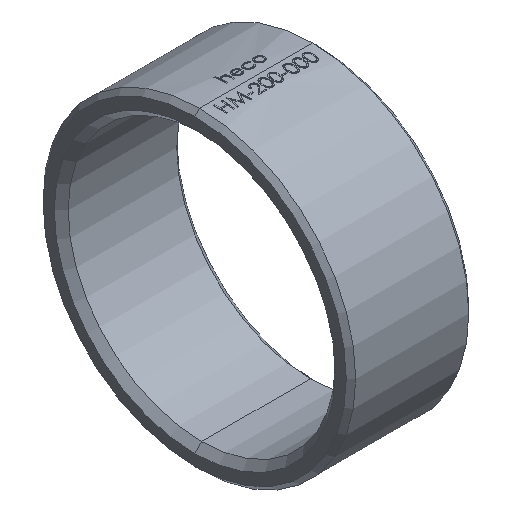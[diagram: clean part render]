
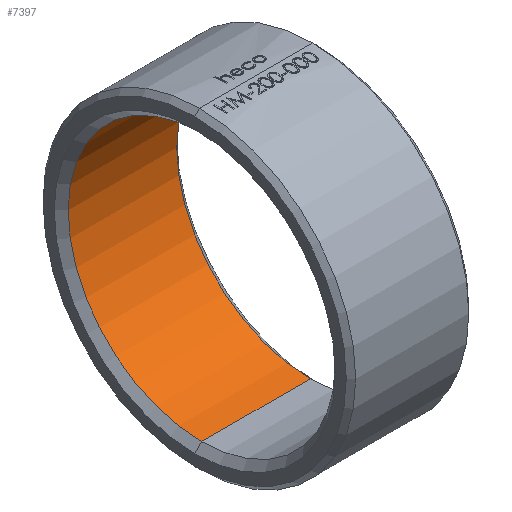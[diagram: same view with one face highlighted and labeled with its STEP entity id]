
A CAD part, isometric view. The second image highlights one B-rep face of the part: STEP entity #7397.
In plain terms, the highlighted cylindrical face has radius 28.33 mm (diameter 56.66 mm), a partial arc.
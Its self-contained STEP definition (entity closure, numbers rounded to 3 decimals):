
#974 = CARTESIAN_POINT ( 'NONE',  ( 1.48, 0., 0. ) ) ;
#1035 = CARTESIAN_POINT ( 'NONE',  ( 24.52, 0., -28.33 ) ) ;
#1530 = VECTOR ( 'NONE', #17497, 1000. ) ;
#1830 = VERTEX_POINT ( 'NONE', #20046 ) ;
#1921 = AXIS2_PLACEMENT_3D ( 'NONE', #974, #12150, #15402 ) ;
#2403 = EDGE_CURVE ( 'NONE', #1830, #9706, #11401, .T. ) ;
#5705 = CARTESIAN_POINT ( 'NONE',  ( 26.001, 0., 28.33 ) ) ;
#5783 = DIRECTION ( 'NONE',  ( -1., 0., 0. ) ) ;
#6384 = VERTEX_POINT ( 'NONE', #1035 ) ;
#6787 = EDGE_CURVE ( 'NONE', #6384, #9706, #14794, .T. ) ;
#7397 = ADVANCED_FACE ( 'NONE', ( #14779 ), #9528, .F. ) ;
#7432 = ORIENTED_EDGE ( 'NONE', *, *, #10129, .T. ) ;
#8093 = CARTESIAN_POINT ( 'NONE',  ( 1.48, 0., -28.33 ) ) ;
#8713 = DIRECTION ( 'NONE',  ( 0., 0., 1. ) ) ;
#9378 = EDGE_CURVE ( 'NONE', #13426, #1830, #9714, .T. ) ;
#9528 = CYLINDRICAL_SURFACE ( 'NONE', #18401, 28.33 ) ;
#9674 = CARTESIAN_POINT ( 'NONE',  ( 24.52, 0., 0. ) ) ;
#9706 = VERTEX_POINT ( 'NONE', #8093 ) ;
#9714 = LINE ( 'NONE', #5705, #17982 ) ;
#10129 = EDGE_CURVE ( 'NONE', #6384, #13426, #13705, .T. ) ;
#10153 = DIRECTION ( 'NONE',  ( -1., 0., 0. ) ) ;
#11401 = CIRCLE ( 'NONE', #1921, 28.33 ) ;
#11439 = ORIENTED_EDGE ( 'NONE', *, *, #2403, .T. ) ;
#12150 = DIRECTION ( 'NONE',  ( -1., 0., 0. ) ) ;
#13248 = CARTESIAN_POINT ( 'NONE',  ( 26.001, 0., 0. ) ) ;
#13426 = VERTEX_POINT ( 'NONE', #19868 ) ;
#13705 = CIRCLE ( 'NONE', #18777, 28.33 ) ;
#14779 = FACE_OUTER_BOUND ( 'NONE', #17189, .T. ) ;
#14794 = LINE ( 'NONE', #15744, #1530 ) ;
#15106 = ORIENTED_EDGE ( 'NONE', *, *, #6787, .F. ) ;
#15402 = DIRECTION ( 'NONE',  ( 0., 0., -1. ) ) ;
#15736 = ORIENTED_EDGE ( 'NONE', *, *, #9378, .T. ) ;
#15744 = CARTESIAN_POINT ( 'NONE',  ( 26.001, 0., -28.33 ) ) ;
#15780 = DIRECTION ( 'NONE',  ( 1., 0., 0. ) ) ;
#17189 = EDGE_LOOP ( 'NONE', ( #15106, #7432, #15736, #11439 ) ) ;
#17497 = DIRECTION ( 'NONE',  ( -1., 0., 0. ) ) ;
#17657 = DIRECTION ( 'NONE',  ( 0., 0., -1. ) ) ;
#17982 = VECTOR ( 'NONE', #5783, 1000. ) ;
#18401 = AXIS2_PLACEMENT_3D ( 'NONE', #13248, #10153, #8713 ) ;
#18777 = AXIS2_PLACEMENT_3D ( 'NONE', #9674, #15780, #17657 ) ;
#19868 = CARTESIAN_POINT ( 'NONE',  ( 24.52, 0., 28.33 ) ) ;
#20046 = CARTESIAN_POINT ( 'NONE',  ( 1.48, 0., 28.33 ) ) ;
